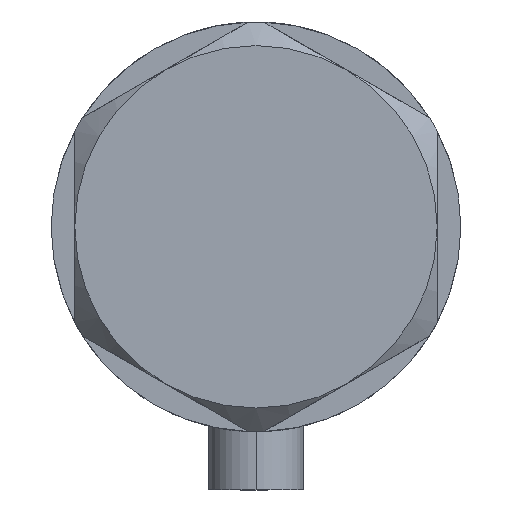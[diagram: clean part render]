
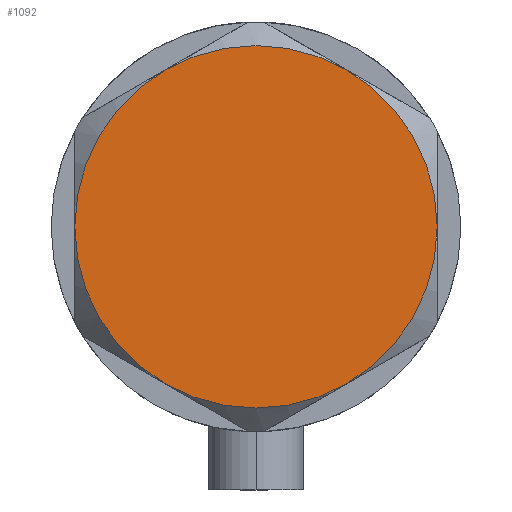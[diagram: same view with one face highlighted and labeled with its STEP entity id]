
A CAD part, left-side view. The second image highlights one B-rep face of the part: STEP entity #1092.
In plain terms, the highlighted face is planar.
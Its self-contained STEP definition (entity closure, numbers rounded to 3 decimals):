
#11 = ORIENTED_EDGE ( 'NONE', *, *, #2136, .T. ) ;
#40 = CARTESIAN_POINT ( 'NONE',  ( 0., 0., 9. ) ) ;
#126 = ORIENTED_EDGE ( 'NONE', *, *, #3239, .T. ) ;
#132 = VERTEX_POINT ( 'NONE', #2379 ) ;
#135 = EDGE_CURVE ( 'NONE', #2203, #132, #1586, .T. ) ;
#157 = VERTEX_POINT ( 'NONE', #448 ) ;
#343 = CIRCLE ( 'NONE', #1764, 23. ) ;
#448 = CARTESIAN_POINT ( 'NONE',  ( -23., 0., 9. ) ) ;
#471 = VERTEX_POINT ( 'NONE', #2337 ) ;
#508 = CARTESIAN_POINT ( 'NONE',  ( 0., 0., 9. ) ) ;
#520 = AXIS2_PLACEMENT_3D ( 'NONE', #2502, #4014, #1233 ) ;
#693 = CIRCLE ( 'NONE', #3119, 23. ) ;
#821 = DIRECTION ( 'NONE',  ( 0., 0., 1. ) ) ;
#921 = DIRECTION ( 'NONE',  ( 0., 0., 1. ) ) ;
#965 = CARTESIAN_POINT ( 'NONE',  ( -11.5, -19.919, 9. ) ) ;
#1038 = AXIS2_PLACEMENT_3D ( 'NONE', #1644, #4597, #2309 ) ;
#1092 = ADVANCED_FACE ( 'NONE', ( #3459 ), #1556, .T. ) ;
#1159 = DIRECTION ( 'NONE',  ( 1., 0., 0. ) ) ;
#1175 = CARTESIAN_POINT ( 'NONE',  ( 0., 0., 9. ) ) ;
#1233 = DIRECTION ( 'NONE',  ( 1., 0., 0. ) ) ;
#1398 = DIRECTION ( 'NONE',  ( 0., 0., 1. ) ) ;
#1461 = ORIENTED_EDGE ( 'NONE', *, *, #4549, .T. ) ;
#1556 = PLANE ( 'NONE',  #1676 ) ;
#1586 = CIRCLE ( 'NONE', #1038, 23. ) ;
#1644 = CARTESIAN_POINT ( 'NONE',  ( 0., 0., 9. ) ) ;
#1676 = AXIS2_PLACEMENT_3D ( 'NONE', #1175, #821, #2961 ) ;
#1685 = CIRCLE ( 'NONE', #3584, 23. ) ;
#1764 = AXIS2_PLACEMENT_3D ( 'NONE', #2169, #2581, #2891 ) ;
#2040 = EDGE_CURVE ( 'NONE', #2240, #471, #343, .T. ) ;
#2122 = CARTESIAN_POINT ( 'NONE',  ( 11.5, 19.919, 9. ) ) ;
#2136 = EDGE_CURVE ( 'NONE', #471, #157, #1685, .T. ) ;
#2169 = CARTESIAN_POINT ( 'NONE',  ( 0., 0., 9. ) ) ;
#2187 = ORIENTED_EDGE ( 'NONE', *, *, #2040, .T. ) ;
#2203 = VERTEX_POINT ( 'NONE', #3626 ) ;
#2240 = VERTEX_POINT ( 'NONE', #2122 ) ;
#2309 = DIRECTION ( 'NONE',  ( 1., 0., 0. ) ) ;
#2337 = CARTESIAN_POINT ( 'NONE',  ( -11.5, 19.919, 9. ) ) ;
#2379 = CARTESIAN_POINT ( 'NONE',  ( 23., 0., 9. ) ) ;
#2430 = DIRECTION ( 'NONE',  ( 1., 0., 0. ) ) ;
#2500 = CARTESIAN_POINT ( 'NONE',  ( 0., 0., 9. ) ) ;
#2502 = CARTESIAN_POINT ( 'NONE',  ( 0., 0., 9. ) ) ;
#2581 = DIRECTION ( 'NONE',  ( 0., 0., 1. ) ) ;
#2880 = AXIS2_PLACEMENT_3D ( 'NONE', #508, #921, #2430 ) ;
#2891 = DIRECTION ( 'NONE',  ( 1., 0., 0. ) ) ;
#2961 = DIRECTION ( 'NONE',  ( 1., 0., 0. ) ) ;
#3107 = ORIENTED_EDGE ( 'NONE', *, *, #135, .T. ) ;
#3119 = AXIS2_PLACEMENT_3D ( 'NONE', #40, #4546, #1159 ) ;
#3239 = EDGE_CURVE ( 'NONE', #157, #3387, #3591, .T. ) ;
#3247 = DIRECTION ( 'NONE',  ( 1., 0., 0. ) ) ;
#3387 = VERTEX_POINT ( 'NONE', #965 ) ;
#3459 = FACE_OUTER_BOUND ( 'NONE', #4213, .T. ) ;
#3470 = EDGE_CURVE ( 'NONE', #3387, #2203, #3836, .T. ) ;
#3584 = AXIS2_PLACEMENT_3D ( 'NONE', #2500, #1398, #3247 ) ;
#3591 = CIRCLE ( 'NONE', #520, 23. ) ;
#3626 = CARTESIAN_POINT ( 'NONE',  ( 11.5, -19.919, 9. ) ) ;
#3638 = ORIENTED_EDGE ( 'NONE', *, *, #3470, .T. ) ;
#3836 = CIRCLE ( 'NONE', #2880, 23. ) ;
#4014 = DIRECTION ( 'NONE',  ( 0., 0., 1. ) ) ;
#4213 = EDGE_LOOP ( 'NONE', ( #3107, #1461, #2187, #11, #126, #3638 ) ) ;
#4546 = DIRECTION ( 'NONE',  ( 0., 0., 1. ) ) ;
#4549 = EDGE_CURVE ( 'NONE', #132, #2240, #693, .T. ) ;
#4597 = DIRECTION ( 'NONE',  ( 0., 0., 1. ) ) ;
